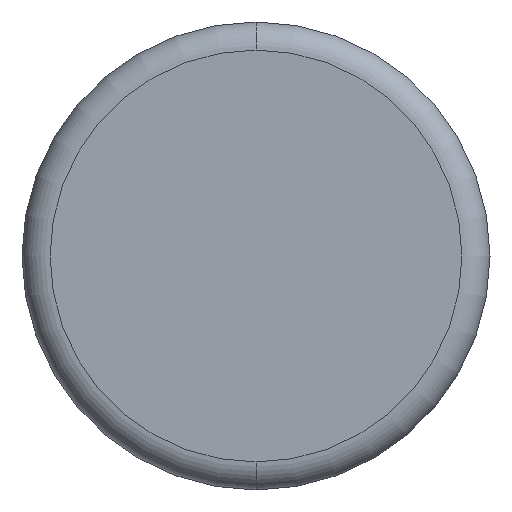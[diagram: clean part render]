
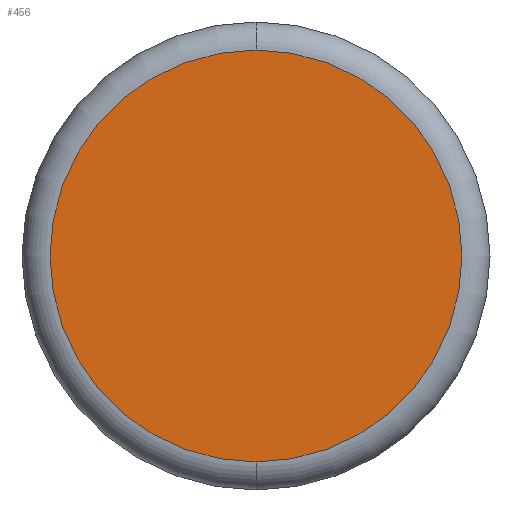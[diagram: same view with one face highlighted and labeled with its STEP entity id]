
A CAD part, front view. The second image highlights one B-rep face of the part: STEP entity #456.
In plain terms, the highlighted planar face has unit normal (0, -1, 0).
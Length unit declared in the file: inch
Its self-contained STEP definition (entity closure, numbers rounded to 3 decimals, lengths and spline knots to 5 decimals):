
#30 = DIRECTION ( 'NONE',  ( 0., 0., -1. ) ) ;
#96 = CIRCLE ( 'NONE', #276, 0.22 ) ;
#119 = DIRECTION ( 'NONE',  ( 0., -1., 0. ) ) ;
#131 = AXIS2_PLACEMENT_3D ( 'NONE', #383, #503, #295 ) ;
#170 = VERTEX_POINT ( 'NONE', #208 ) ;
#171 = EDGE_CURVE ( 'NONE', #174, #170, #436, .T. ) ;
#174 = VERTEX_POINT ( 'NONE', #292 ) ;
#201 = FACE_OUTER_BOUND ( 'NONE', #522, .T. ) ;
#208 = CARTESIAN_POINT ( 'NONE',  ( 0., 0., 0.22 ) ) ;
#236 = CARTESIAN_POINT ( 'NONE',  ( 0., 0., 0. ) ) ;
#273 = DIRECTION ( 'NONE',  ( 0., 0., -1. ) ) ;
#276 = AXIS2_PLACEMENT_3D ( 'NONE', #444, #347, #273 ) ;
#292 = CARTESIAN_POINT ( 'NONE',  ( 0., 0., -0.22 ) ) ;
#295 = DIRECTION ( 'NONE',  ( 0., 0., -1. ) ) ;
#347 = DIRECTION ( 'NONE',  ( 0., -1., 0. ) ) ;
#364 = PLANE ( 'NONE',  #448 ) ;
#383 = CARTESIAN_POINT ( 'NONE',  ( 0., 0., 0. ) ) ;
#412 = EDGE_CURVE ( 'NONE', #170, #174, #96, .T. ) ;
#436 = CIRCLE ( 'NONE', #131, 0.22 ) ;
#444 = CARTESIAN_POINT ( 'NONE',  ( 0., 0., 0. ) ) ;
#448 = AXIS2_PLACEMENT_3D ( 'NONE', #236, #119, #30 ) ;
#451 = ORIENTED_EDGE ( 'NONE', *, *, #171, .T. ) ;
#456 = ADVANCED_FACE ( 'NONE', ( #201 ), #364, .T. ) ;
#503 = DIRECTION ( 'NONE',  ( 0., -1., 0. ) ) ;
#522 = EDGE_LOOP ( 'NONE', ( #451, #532 ) ) ;
#532 = ORIENTED_EDGE ( 'NONE', *, *, #412, .T. ) ;
